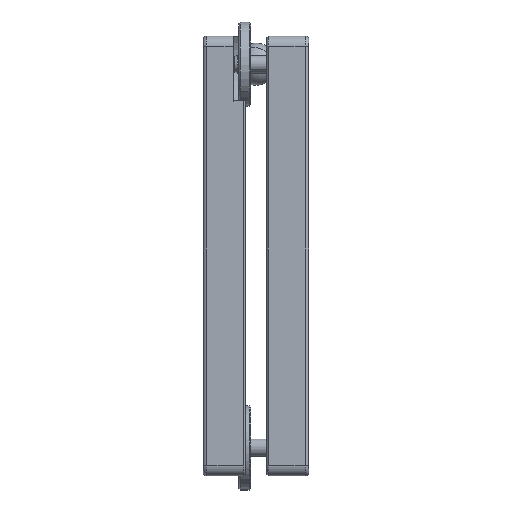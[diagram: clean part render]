
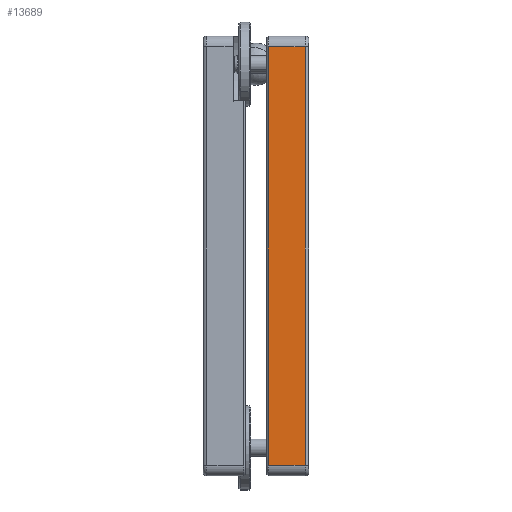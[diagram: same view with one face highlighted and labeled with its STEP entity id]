
A CAD part, left-side view. The second image highlights one B-rep face of the part: STEP entity #13689.
In plain terms, the highlighted planar face has unit normal (-1, 0, 0).
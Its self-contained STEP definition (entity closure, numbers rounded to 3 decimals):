
#189 = VECTOR ( 'NONE', #351, 1000. ) ;
#351 = DIRECTION ( 'NONE',  ( 0., 1., 0. ) ) ;
#708 = CARTESIAN_POINT ( 'NONE',  ( -62.5, 1., -62.5 ) ) ;
#1079 = LINE ( 'NONE', #20616, #21394 ) ;
#1506 = CARTESIAN_POINT ( 'NONE',  ( -62.5, 11.5, 59.5 ) ) ;
#2185 = VECTOR ( 'NONE', #18387, 1000. ) ;
#2857 = CARTESIAN_POINT ( 'NONE',  ( -62.5, 1., -59.5 ) ) ;
#3057 = DIRECTION ( 'NONE',  ( 0., 0., -1. ) ) ;
#3765 = VERTEX_POINT ( 'NONE', #2857 ) ;
#4545 = ORIENTED_EDGE ( 'NONE', *, *, #25103, .T. ) ;
#5730 = VECTOR ( 'NONE', #23645, 1000. ) ;
#5863 = EDGE_LOOP ( 'NONE', ( #4545, #6361, #15204, #14763 ) ) ;
#6361 = ORIENTED_EDGE ( 'NONE', *, *, #10762, .T. ) ;
#7751 = CARTESIAN_POINT ( 'NONE',  ( -62.5, 11.5, -59.5 ) ) ;
#8059 = LINE ( 'NONE', #708, #2185 ) ;
#8083 = CARTESIAN_POINT ( 'NONE',  ( -62.5, 12., 59.5 ) ) ;
#9514 = CARTESIAN_POINT ( 'NONE',  ( -62.5, 12., -62.5 ) ) ;
#9896 = CARTESIAN_POINT ( 'NONE',  ( -62.5, 12., -59.5 ) ) ;
#10762 = EDGE_CURVE ( 'NONE', #10930, #23280, #1079, .T. ) ;
#10930 = VERTEX_POINT ( 'NONE', #1506 ) ;
#11492 = DIRECTION ( 'NONE',  ( 0., 0., -1. ) ) ;
#12956 = EDGE_CURVE ( 'NONE', #3765, #24289, #8059, .T. ) ;
#13689 = ADVANCED_FACE ( 'NONE', ( #16010 ), #21313, .F. ) ;
#14224 = CARTESIAN_POINT ( 'NONE',  ( -62.5, 1., 59.5 ) ) ;
#14763 = ORIENTED_EDGE ( 'NONE', *, *, #12956, .T. ) ;
#15204 = ORIENTED_EDGE ( 'NONE', *, *, #24625, .T. ) ;
#16010 = FACE_OUTER_BOUND ( 'NONE', #5863, .T. ) ;
#18387 = DIRECTION ( 'NONE',  ( 0., 0., 1. ) ) ;
#19870 = LINE ( 'NONE', #8083, #189 ) ;
#20616 = CARTESIAN_POINT ( 'NONE',  ( -62.5, 11.5, -59.5 ) ) ;
#21313 = PLANE ( 'NONE',  #22310 ) ;
#21394 = VECTOR ( 'NONE', #3057, 1000. ) ;
#21431 = LINE ( 'NONE', #9896, #5730 ) ;
#22310 = AXIS2_PLACEMENT_3D ( 'NONE', #9514, #23276, #11492 ) ;
#23276 = DIRECTION ( 'NONE',  ( 1., 0., 0. ) ) ;
#23280 = VERTEX_POINT ( 'NONE', #7751 ) ;
#23645 = DIRECTION ( 'NONE',  ( 0., -1., 0. ) ) ;
#24289 = VERTEX_POINT ( 'NONE', #14224 ) ;
#24625 = EDGE_CURVE ( 'NONE', #23280, #3765, #21431, .T. ) ;
#25103 = EDGE_CURVE ( 'NONE', #24289, #10930, #19870, .T. ) ;
